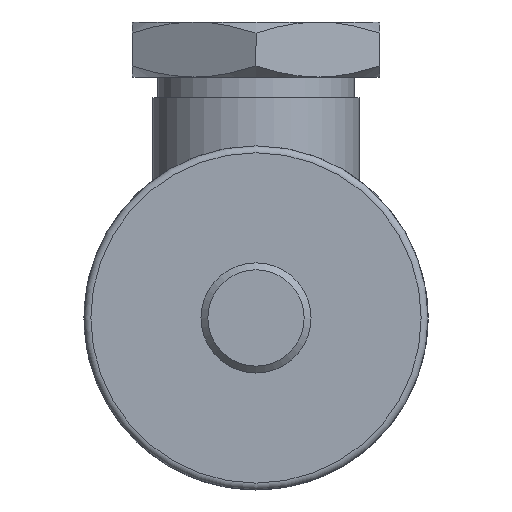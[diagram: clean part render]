
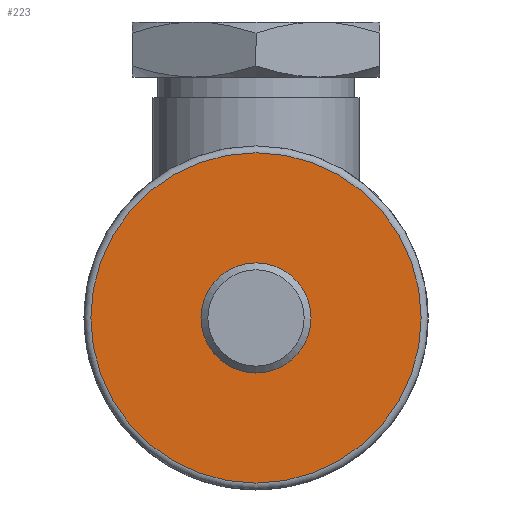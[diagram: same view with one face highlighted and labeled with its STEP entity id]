
A CAD part, left-side view. The second image highlights one B-rep face of the part: STEP entity #223.
In plain terms, the highlighted planar face has unit normal (-1, 0, 0).
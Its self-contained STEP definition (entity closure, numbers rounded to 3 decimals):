
#223 = ADVANCED_FACE( '', ( #310, #311 ), #312, .T. );
#310 = FACE_OUTER_BOUND( '', #519, .T. );
#311 = FACE_BOUND( '', #520, .T. );
#312 = PLANE( '', #521 );
#519 = EDGE_LOOP( '', ( #763 ) );
#520 = EDGE_LOOP( '', ( #764 ) );
#521 = AXIS2_PLACEMENT_3D( '', #765, #766, #767 );
#763 = ORIENTED_EDGE( '', *, *, #1317, .T. );
#764 = ORIENTED_EDGE( '', *, *, #1318, .F. );
#765 = CARTESIAN_POINT( '', ( -25., 0., 0. ) );
#766 = DIRECTION( '', ( -1., 0., 0. ) );
#767 = DIRECTION( '', ( 0., -1., 0. ) );
#1317 = EDGE_CURVE( '', #1467, #1467, #1468, .T. );
#1318 = EDGE_CURVE( '', #1469, #1469, #1470, .T. );
#1467 = VERTEX_POINT( '', #1717 );
#1468 = CIRCLE( '', #1718, 24. );
#1469 = VERTEX_POINT( '', #1719 );
#1470 = CIRCLE( '', #1720, 8. );
#1717 = CARTESIAN_POINT( '', ( -25., -24., 0. ) );
#1718 = AXIS2_PLACEMENT_3D( '', #2400, #2401, #2402 );
#1719 = CARTESIAN_POINT( '', ( -25., -8., 0. ) );
#1720 = AXIS2_PLACEMENT_3D( '', #2403, #2404, #2405 );
#2400 = CARTESIAN_POINT( '', ( -25., 0., 0. ) );
#2401 = DIRECTION( '', ( -1., 0., 0. ) );
#2402 = DIRECTION( '', ( 0., -1., 0. ) );
#2403 = CARTESIAN_POINT( '', ( -25., 0., 0. ) );
#2404 = DIRECTION( '', ( -1., 0., 0. ) );
#2405 = DIRECTION( '', ( 0., -1., 0. ) );
